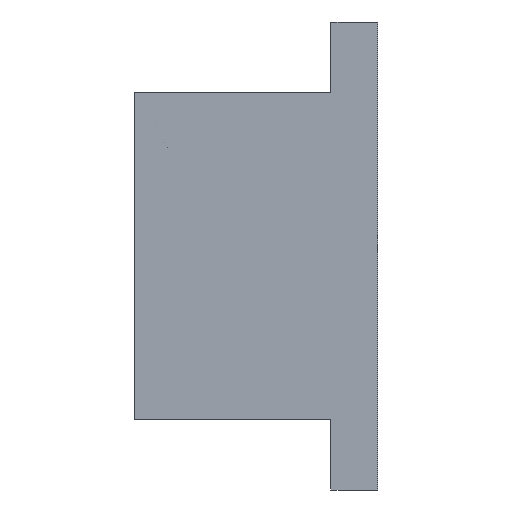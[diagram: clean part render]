
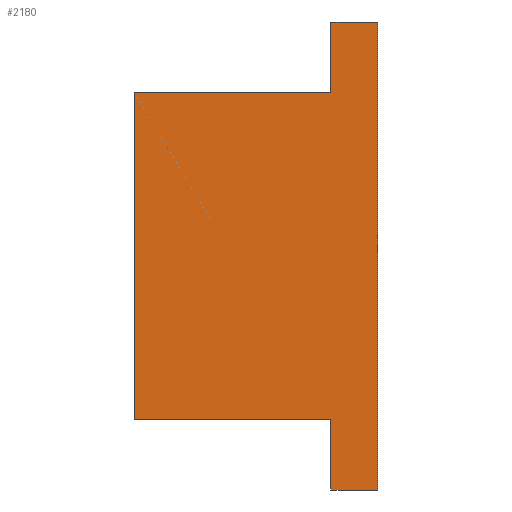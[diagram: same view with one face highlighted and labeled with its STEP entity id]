
A CAD part, front view. The second image highlights one B-rep face of the part: STEP entity #2180.
In plain terms, the highlighted planar face has unit normal (0, -1, 0).
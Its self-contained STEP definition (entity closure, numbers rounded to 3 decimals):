
#143=PLANE('',#2446);
#242=FACE_OUTER_BOUND('',#377,.T.);
#377=EDGE_LOOP('',(#1960,#1961,#1962,#1963,#1964,#1965,#1966,#1967));
#440=LINE('',#3153,#599);
#441=LINE('',#3156,#600);
#448=LINE('',#3169,#607);
#461=LINE('',#3197,#620);
#463=LINE('',#3201,#622);
#474=LINE('',#3224,#633);
#577=LINE('',#3696,#736);
#587=LINE('',#3715,#746);
#599=VECTOR('',#2489,10.);
#600=VECTOR('',#2492,10.);
#607=VECTOR('',#2501,10.);
#620=VECTOR('',#2524,10.);
#622=VECTOR('',#2528,10.);
#633=VECTOR('',#2547,10.);
#736=VECTOR('',#3088,10.);
#746=VECTOR('',#3108,10.);
#913=VERTEX_POINT('',#3149);
#914=VERTEX_POINT('',#3151);
#915=VERTEX_POINT('',#3155);
#920=VERTEX_POINT('',#3167);
#929=VERTEX_POINT('',#3194);
#930=VERTEX_POINT('',#3196);
#931=VERTEX_POINT('',#3200);
#939=VERTEX_POINT('',#3223);
#1112=EDGE_CURVE('',#913,#914,#440,.T.);
#1113=EDGE_CURVE('',#915,#914,#441,.T.);
#1120=EDGE_CURVE('',#915,#920,#448,.T.);
#1133=EDGE_CURVE('',#929,#930,#461,.T.);
#1135=EDGE_CURVE('',#930,#931,#463,.T.);
#1146=EDGE_CURVE('',#939,#931,#474,.T.);
#1394=EDGE_CURVE('',#913,#929,#577,.T.);
#1404=EDGE_CURVE('',#939,#920,#587,.T.);
#1960=ORIENTED_EDGE('',*,*,#1120,.T.);
#1961=ORIENTED_EDGE('',*,*,#1404,.F.);
#1962=ORIENTED_EDGE('',*,*,#1146,.T.);
#1963=ORIENTED_EDGE('',*,*,#1135,.F.);
#1964=ORIENTED_EDGE('',*,*,#1133,.F.);
#1965=ORIENTED_EDGE('',*,*,#1394,.F.);
#1966=ORIENTED_EDGE('',*,*,#1112,.T.);
#1967=ORIENTED_EDGE('',*,*,#1113,.F.);
#2180=ADVANCED_FACE('',(#242),#143,.T.);
#2446=AXIS2_PLACEMENT_3D('',#3714,#3106,#3107);
#2489=DIRECTION('',(-1.,0.,0.));
#2492=DIRECTION('',(0.,0.,1.));
#2501=DIRECTION('',(-1.,0.,0.));
#2524=DIRECTION('',(-1.,0.,0.));
#2528=DIRECTION('',(0.,0.,1.));
#2547=DIRECTION('',(1.,0.,0.));
#3088=DIRECTION('',(0.,0.,-1.));
#3106=DIRECTION('center_axis',(0.,-1.,0.));
#3107=DIRECTION('ref_axis',(0.,0.,1.));
#3108=DIRECTION('',(0.,0.,1.));
#3149=CARTESIAN_POINT('',(226.,-45.,36.));
#3151=CARTESIAN_POINT('',(216.,-45.,36.));
#3153=CARTESIAN_POINT('',(226.,-45.,36.));
#3155=CARTESIAN_POINT('',(216.,-45.,21.));
#3156=CARTESIAN_POINT('',(216.,-45.,36.));
#3167=CARTESIAN_POINT('',(174.,-45.,21.));
#3169=CARTESIAN_POINT('',(221.,-45.,21.));
#3194=CARTESIAN_POINT('',(226.,-45.,-64.));
#3196=CARTESIAN_POINT('',(216.,-45.,-64.));
#3197=CARTESIAN_POINT('',(226.,-45.,-64.));
#3200=CARTESIAN_POINT('',(216.,-45.,-49.));
#3201=CARTESIAN_POINT('',(216.,-45.,-64.));
#3223=CARTESIAN_POINT('',(174.,-45.,-49.));
#3224=CARTESIAN_POINT('',(221.,-45.,-49.));
#3696=CARTESIAN_POINT('',(226.,-45.,36.));
#3714=CARTESIAN_POINT('Origin',(184.,-45.,-49.));
#3715=CARTESIAN_POINT('',(174.,-45.,21.));
